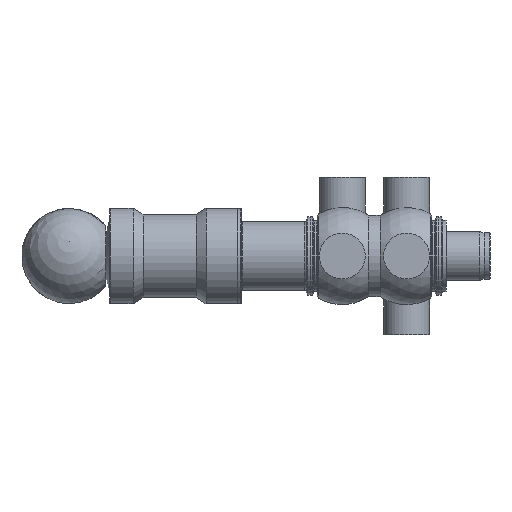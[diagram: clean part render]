
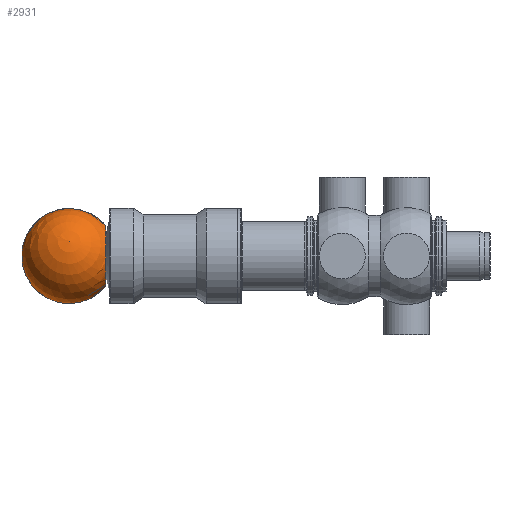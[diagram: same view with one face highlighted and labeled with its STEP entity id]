
A CAD part, left-side view. The second image highlights one B-rep face of the part: STEP entity #2931.
In plain terms, the highlighted spherical face has radius 72.5 mm.
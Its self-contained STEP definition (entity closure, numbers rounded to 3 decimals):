
#211=SPHERICAL_SURFACE('',#3234,72.5);
#410=FACE_BOUND('',#1013,.T.);
#1013=EDGE_LOOP('',(#2333));
#1532=CIRCLE('',#3235,46.648);
#1796=VERTEX_POINT('',#5065);
#2060=EDGE_CURVE('',#1796,#1796,#1532,.T.);
#2333=ORIENTED_EDGE('',*,*,#2060,.F.);
#2931=ADVANCED_FACE('',(#410),#211,.T.);
#3234=AXIS2_PLACEMENT_3D('',#5064,#3862,#3863);
#3235=AXIS2_PLACEMENT_3D('',#5066,#3864,#3865);
#3862=DIRECTION('center_axis',(0.,0.,1.));
#3863=DIRECTION('ref_axis',(1.,0.,0.));
#3864=DIRECTION('center_axis',(0.,-1.,0.));
#3865=DIRECTION('ref_axis',(1.,0.,0.));
#5064=CARTESIAN_POINT('Origin',(150.,266.5,0.));
#5065=CARTESIAN_POINT('',(196.648,211.,0.));
#5066=CARTESIAN_POINT('Origin',(150.,211.,0.));
